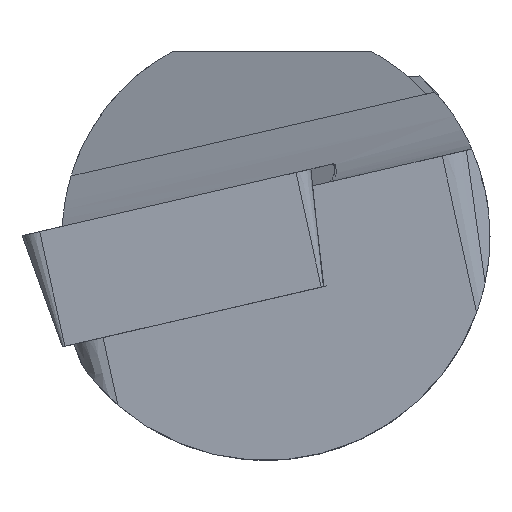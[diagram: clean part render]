
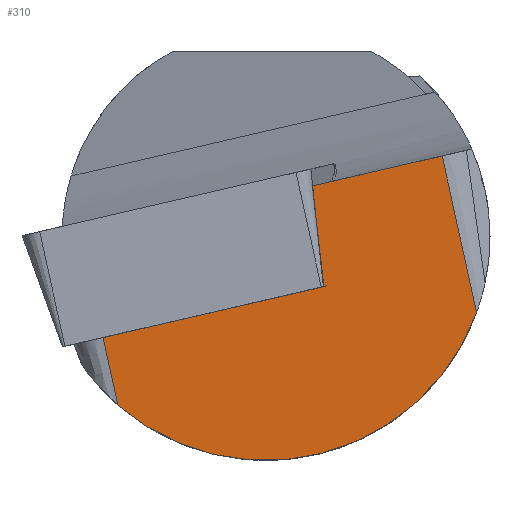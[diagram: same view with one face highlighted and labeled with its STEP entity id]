
A CAD part, left-side view. The second image highlights one B-rep face of the part: STEP entity #310.
In plain terms, the highlighted planar face has unit normal (-0.989, -0.11, -0.1).
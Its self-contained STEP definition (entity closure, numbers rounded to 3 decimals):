
#284=ELLIPSE('',#839,2.705,2.675);
#310=ADVANCED_FACE('',(#357),#333,.F.);
#333=PLANE('',#840);
#357=FACE_OUTER_BOUND('',#389,.T.);
#389=EDGE_LOOP('',(#508,#509,#510,#511,#512,#513));
#508=ORIENTED_EDGE('',*,*,#692,.T.);
#509=ORIENTED_EDGE('',*,*,#680,.T.);
#510=ORIENTED_EDGE('',*,*,#693,.T.);
#511=ORIENTED_EDGE('',*,*,#690,.F.);
#512=ORIENTED_EDGE('',*,*,#672,.F.);
#513=ORIENTED_EDGE('',*,*,#694,.T.);
#613=VERTEX_POINT('',#1157);
#614=VERTEX_POINT('',#1158);
#619=VERTEX_POINT('',#1196);
#620=VERTEX_POINT('',#1198);
#625=VERTEX_POINT('',#1220);
#626=VERTEX_POINT('',#1227);
#672=EDGE_CURVE('',#613,#614,#732,.T.);
#680=EDGE_CURVE('',#620,#619,#737,.T.);
#690=EDGE_CURVE('',#614,#625,#742,.T.);
#692=EDGE_CURVE('',#626,#620,#743,.T.);
#693=EDGE_CURVE('',#619,#625,#284,.T.);
#694=EDGE_CURVE('',#613,#626,#744,.T.);
#732=LINE('',#1156,#774);
#737=LINE('',#1197,#779);
#742=LINE('',#1219,#784);
#743=LINE('',#1226,#785);
#744=LINE('',#1229,#786);
#774=VECTOR('',#911,1.);
#779=VECTOR('',#924,1.);
#784=VECTOR('',#945,1.);
#785=VECTOR('',#948,1.);
#786=VECTOR('',#951,1.);
#839=AXIS2_PLACEMENT_3D('',#1228,#949,#950);
#840=AXIS2_PLACEMENT_3D('',#1230,#952,#953);
#911=DIRECTION('',(0.085,-0.971,0.224));
#924=DIRECTION('',(0.121,-0.213,-0.969));
#945=DIRECTION('',(0.121,-0.213,-0.969));
#948=DIRECTION('',(-0.085,0.971,-0.224));
#949=DIRECTION('',(-0.989,-0.11,-0.1));
#950=DIRECTION('',(-0.148,0.732,0.665));
#951=DIRECTION('',(0.112,-0.113,-0.987));
#952=DIRECTION('',(0.989,0.11,0.1));
#953=DIRECTION('',(0.11,-0.994,0.));
#1156=CARTESIAN_POINT('',(0.507,-1.397,0.81));
#1157=CARTESIAN_POINT('',(0.427,-0.482,0.599));
#1158=CARTESIAN_POINT('',(0.563,-2.03,0.956));
#1196=CARTESIAN_POINT('',(0.433,1.837,-2.013));
#1197=CARTESIAN_POINT('',(0.161,2.314,0.158));
#1198=CARTESIAN_POINT('',(0.332,2.013,-1.209));
#1219=CARTESIAN_POINT('',(0.538,-1.987,1.151));
#1220=CARTESIAN_POINT('',(0.797,-2.44,-0.91));
#1226=CARTESIAN_POINT('',(0.71,-2.288,-0.216));
#1227=CARTESIAN_POINT('',(0.563,-0.62,-0.601));
#1228=CARTESIAN_POINT('',(0.425,0.075,0.));
#1229=CARTESIAN_POINT('',(0.386,-0.441,0.957));
#1230=CARTESIAN_POINT('',(0.538,-1.987,1.151));
